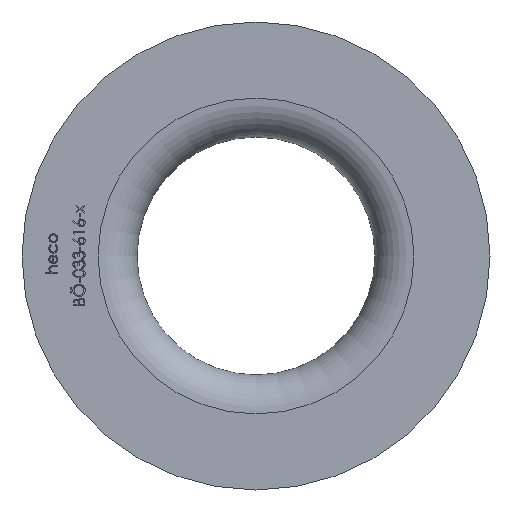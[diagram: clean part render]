
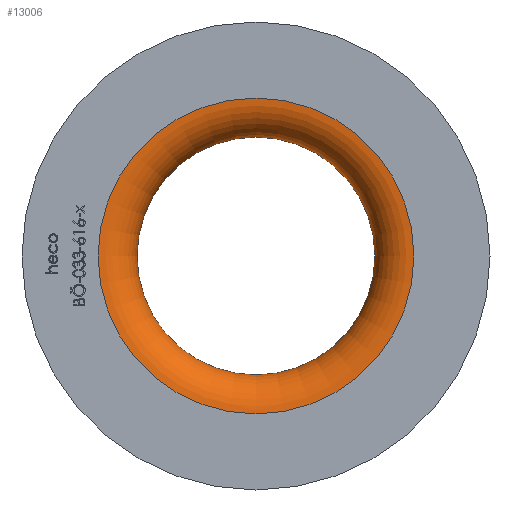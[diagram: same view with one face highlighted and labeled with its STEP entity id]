
A CAD part, left-side view. The second image highlights one B-rep face of the part: STEP entity #13006.
In plain terms, the highlighted toroidal (fillet/blend) face has major radius 20.25 mm and minor radius 5 mm.
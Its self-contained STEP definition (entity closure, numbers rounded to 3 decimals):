
#388 = FACE_OUTER_BOUND ( 'NONE', #5404, .T. ) ;
#1378 = AXIS2_PLACEMENT_3D ( 'NONE', #9756, #14567, #8575 ) ;
#3527 = EDGE_CURVE ( 'NONE', #5201, #5201, #7900, .T. ) ;
#3717 = DIRECTION ( 'NONE',  ( 0., 0., -1. ) ) ;
#5077 = EDGE_LOOP ( 'NONE', ( #8136 ) ) ;
#5176 = DIRECTION ( 'NONE',  ( 1., 0., 0. ) ) ;
#5201 = VERTEX_POINT ( 'NONE', #12411 ) ;
#5404 = EDGE_LOOP ( 'NONE', ( #5897 ) ) ;
#5473 = CARTESIAN_POINT ( 'NONE',  ( 5., 0., 0. ) ) ;
#5897 = ORIENTED_EDGE ( 'NONE', *, *, #3527, .F. ) ;
#6273 = FACE_OUTER_BOUND ( 'NONE', #5077, .T. ) ;
#7307 = CARTESIAN_POINT ( 'NONE',  ( 5., 0., 0. ) ) ;
#7896 = DIRECTION ( 'NONE',  ( -1., 0., 0. ) ) ;
#7900 = CIRCLE ( 'NONE', #1378, 20.25 ) ;
#8136 = ORIENTED_EDGE ( 'NONE', *, *, #14773, .F. ) ;
#8575 = DIRECTION ( 'NONE',  ( 0., 0., -1. ) ) ;
#8787 = CARTESIAN_POINT ( 'NONE',  ( 5., 0., -15.25 ) ) ;
#9756 = CARTESIAN_POINT ( 'NONE',  ( 0., 0., 0. ) ) ;
#10241 = DIRECTION ( 'NONE',  ( 0., 0., -1. ) ) ;
#12411 = CARTESIAN_POINT ( 'NONE',  ( 0., 0., -20.25 ) ) ;
#13006 = ADVANCED_FACE ( 'NONE', ( #388, #6273 ), #13085, .T. ) ;
#13085 = TOROIDAL_SURFACE ( 'NONE', #14851, 20.25, 5. ) ;
#13588 = CIRCLE ( 'NONE', #14617, 15.25 ) ;
#14567 = DIRECTION ( 'NONE',  ( 1., 0., 0. ) ) ;
#14617 = AXIS2_PLACEMENT_3D ( 'NONE', #5473, #7896, #10241 ) ;
#14773 = EDGE_CURVE ( 'NONE', #14872, #14872, #13588, .T. ) ;
#14851 = AXIS2_PLACEMENT_3D ( 'NONE', #7307, #5176, #3717 ) ;
#14872 = VERTEX_POINT ( 'NONE', #8787 ) ;
